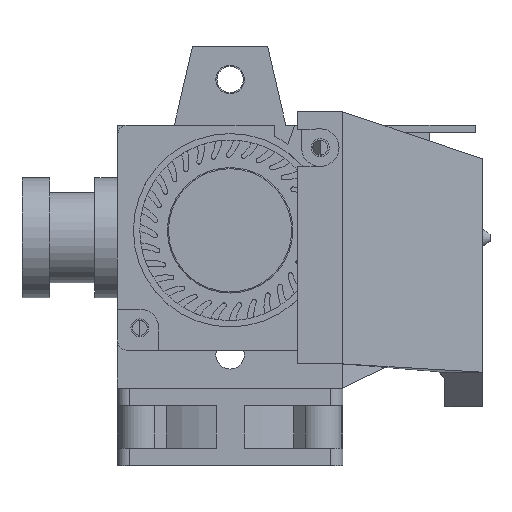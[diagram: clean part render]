
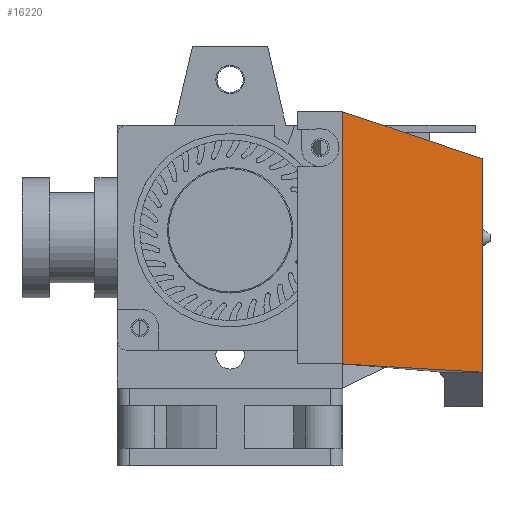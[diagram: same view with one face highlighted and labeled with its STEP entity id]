
A CAD part, left-side view. The second image highlights one B-rep face of the part: STEP entity #16220.
In plain terms, the highlighted free-form (B-spline) face has degree [3, 3] with [4, 4] control points.
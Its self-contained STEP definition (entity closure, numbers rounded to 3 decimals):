
#101=B_SPLINE_SURFACE_WITH_KNOTS('',3,3,((#28380,#28381,#28382,#28383),
(#28384,#28385,#28386,#28387),(#28388,#28389,#28390,#28391),(#28392,#28393,
#28394,#28395)),.UNSPECIFIED.,.F.,.F.,.F.,(4,4),(4,4),(0.,1.),(0.,1.),
 .UNSPECIFIED.);
#2065=FACE_OUTER_BOUND('',#3016,.T.);
#3016=EDGE_LOOP('',(#14800,#14801,#14802,#14803));
#4086=LINE('',#27092,#5705);
#4621=LINE('',#28360,#6240);
#4622=LINE('',#28378,#6241);
#4624=LINE('',#28396,#6243);
#5705=VECTOR('',#20881,10.);
#6240=VECTOR('',#21740,26.495);
#6241=VECTOR('',#21741,25.763);
#6243=VECTOR('',#21743,10.);
#7430=VERTEX_POINT('',#27021);
#7454=VERTEX_POINT('',#27091);
#7796=VERTEX_POINT('',#28358);
#7797=VERTEX_POINT('',#28377);
#9583=EDGE_CURVE('',#7454,#7430,#4086,.T.);
#10135=EDGE_CURVE('',#7430,#7796,#4621,.T.);
#10136=EDGE_CURVE('',#7454,#7797,#4622,.T.);
#10138=EDGE_CURVE('',#7797,#7796,#4624,.T.);
#14800=ORIENTED_EDGE('',*,*,#9583,.T.);
#14801=ORIENTED_EDGE('',*,*,#10135,.T.);
#14802=ORIENTED_EDGE('',*,*,#10138,.F.);
#14803=ORIENTED_EDGE('',*,*,#10136,.F.);
#16220=ADVANCED_FACE('',(#2065),#101,.T.);
#20881=DIRECTION('',(0.,0.,1.));
#21740=DIRECTION('',(-0.671,0.702,0.237));
#21741=DIRECTION('',(-0.691,0.722,0.043));
#21743=DIRECTION('',(0.,0.,1.));
#27021=CARTESIAN_POINT('',(-15.,-61.3,10.5));
#27091=CARTESIAN_POINT('',(-14.998,-61.3,-17.897));
#27092=CARTESIAN_POINT('',(-14.998,-61.3,-17.897));
#28358=CARTESIAN_POINT('',(-32.79,-42.7,16.79));
#28360=CARTESIAN_POINT('',(-15.,-61.3,10.5));
#28377=CARTESIAN_POINT('',(-32.79,-42.7,-16.79));
#28378=CARTESIAN_POINT('',(-14.998,-61.3,-17.897));
#28380=CARTESIAN_POINT('Ctrl Pts',(-14.998,-61.3,-17.897));
#28381=CARTESIAN_POINT('Ctrl Pts',(-20.929,-55.1,-17.528));
#28382=CARTESIAN_POINT('Ctrl Pts',(-26.859,-48.9,-17.159));
#28383=CARTESIAN_POINT('Ctrl Pts',(-32.79,-42.7,
-16.79));
#28384=CARTESIAN_POINT('Ctrl Pts',(-14.999,-61.3,-8.431));
#28385=CARTESIAN_POINT('Ctrl Pts',(-20.929,-55.1,-7.486));
#28386=CARTESIAN_POINT('Ctrl Pts',(-26.86,-48.9,-6.542));
#28387=CARTESIAN_POINT('Ctrl Pts',(-32.79,-42.7,
-5.597));
#28388=CARTESIAN_POINT('Ctrl Pts',(-14.999,-61.3,1.034));
#28389=CARTESIAN_POINT('Ctrl Pts',(-20.93,-55.1,2.555));
#28390=CARTESIAN_POINT('Ctrl Pts',(-26.86,-48.9,4.076));
#28391=CARTESIAN_POINT('Ctrl Pts',(-32.79,-42.7,
5.597));
#28392=CARTESIAN_POINT('Ctrl Pts',(-15.,-61.3,10.5));
#28393=CARTESIAN_POINT('Ctrl Pts',(-20.93,-55.1,12.597));
#28394=CARTESIAN_POINT('Ctrl Pts',(-26.86,-48.9,14.693));
#28395=CARTESIAN_POINT('Ctrl Pts',(-32.79,-42.7,
16.79));
#28396=CARTESIAN_POINT('',(-32.79,-42.7,12.));
